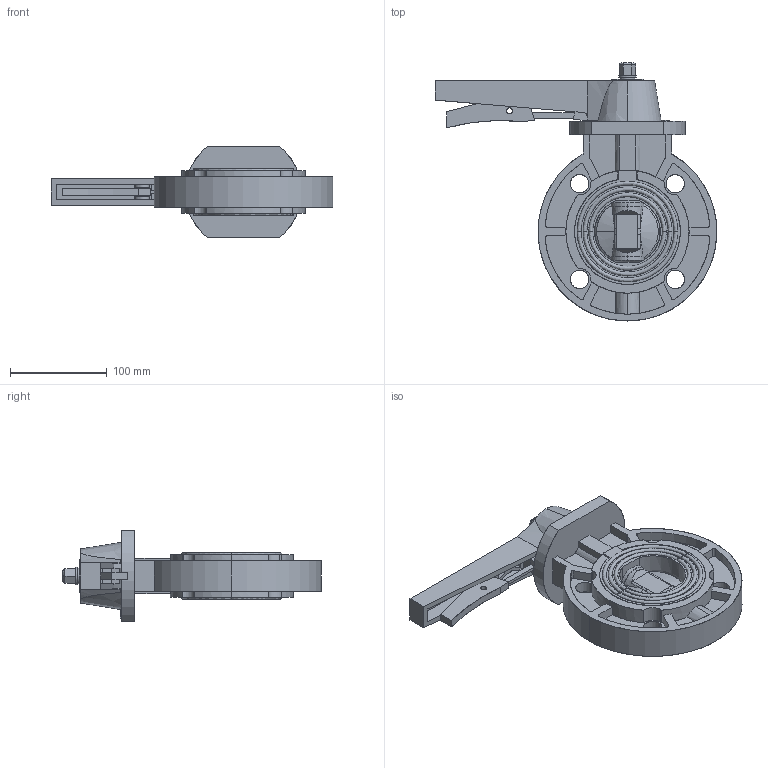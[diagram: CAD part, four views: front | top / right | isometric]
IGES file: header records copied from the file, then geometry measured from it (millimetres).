
Start section: SolidWorks IGES file using analytic representation for surfaces
Global section: file name: BF902  65A .IGS; native system: SolidWorks 2017; preprocessor: SolidWorks 2017; author: D1712-001!; date: 221026.150349; units: millimetre
Bounding box: 291.5 x 267 x 94 mm (x, y, z)
Surface area: 177875.5 mm2 (no closed solid volume)
Topology: 0 solids, 0 shells, 358 faces, 5671 edges, 5671 vertices
Faces by surface type: bspline 188, revolution 170
